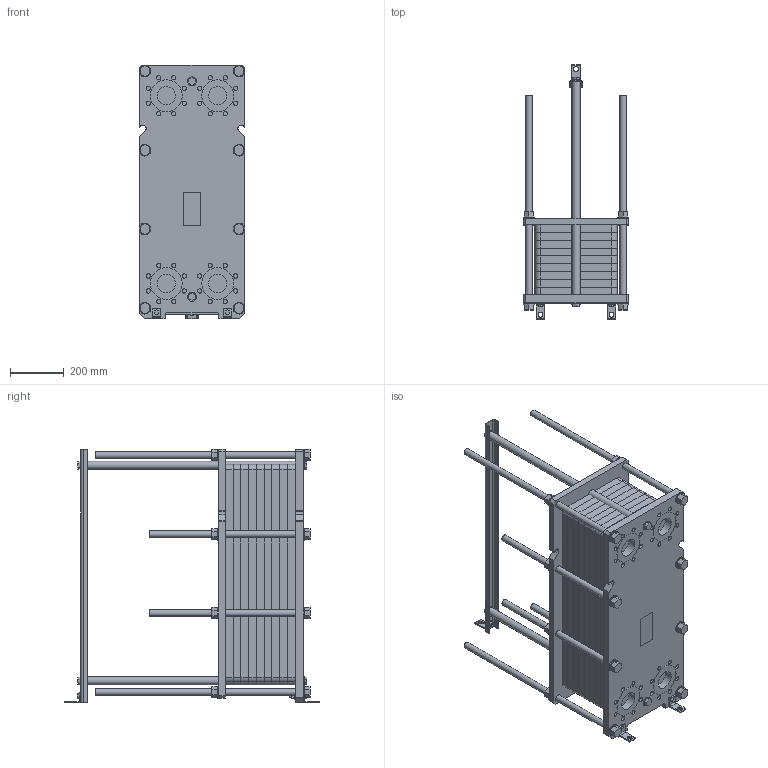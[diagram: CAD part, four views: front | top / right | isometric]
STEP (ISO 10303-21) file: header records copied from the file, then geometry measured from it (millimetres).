
FILE_DESCRIPTION(/* description */ (''),/* implementation_level */ '2;1');
FILE_NAME(/* name */ '3d_RLG-19-90-P16-8125300.stp',/* time_stamp */ '2020-07-27T08:31:26+02:00',/* author */ ('Andrzej'),/* organization */ (''),/* preprocessor_version */ 'ST-DEVELOPER v16.13',/* originating_system */ 'AutoCAD Mechanical',/* authorisation */ '');
FILE_SCHEMA (('AUTOMOTIVE_DESIGN { 1 0 10303 214 3 1 1 }'));
Length unit declared in the file: millimetre
Products named in the file (1): Product
Bounding box: 395 x 950 x 946 mm (x, y, z)
Volume: 88700685.4 mm3; surface area: 7522051.1 mm2
Topology: 11 solids, 11 shells, 505 faces, 1986 edges, 2272 vertices
Faces by surface type: plane 353, cylinder 152
Full cylindrical faces by diameter (mm): 12 x3, 16 x32, 18 x3, 24 x19, 30 x4, 34 x4, 44 x16, 69 x4, 118.8 x4
Entity records: 20834 total; most frequent: CARTESIAN_POINT 4655, DIRECTION 3573, ORIENTED_EDGE 2334, LINE 1213, VECTOR 1213, AXIS2_PLACEMENT_3D 1180, EDGE_CURVE 1167, VERTEX_POINT 822
